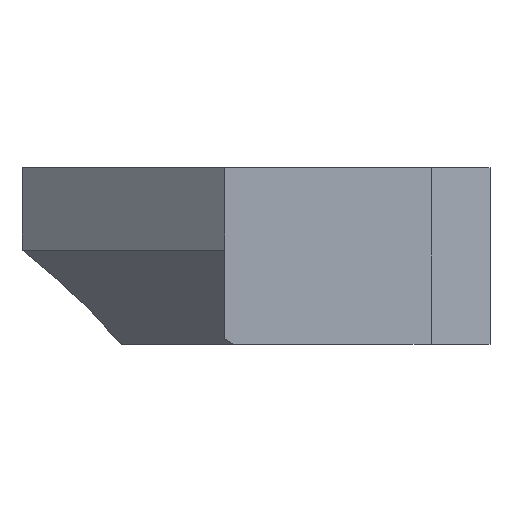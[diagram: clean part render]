
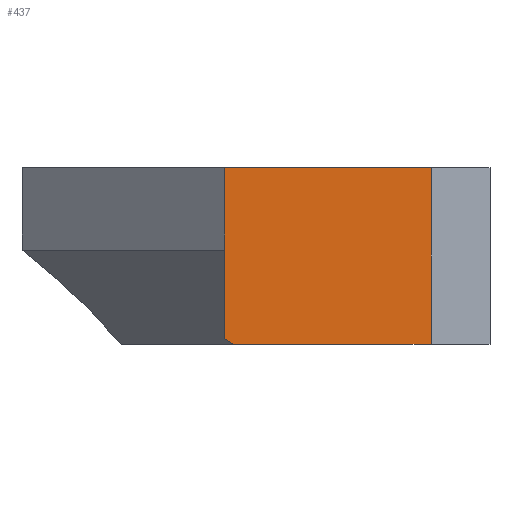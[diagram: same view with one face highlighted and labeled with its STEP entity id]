
A CAD part, left-side view. The second image highlights one B-rep face of the part: STEP entity #437.
In plain terms, the highlighted planar face has unit normal (-1, 0, 0).
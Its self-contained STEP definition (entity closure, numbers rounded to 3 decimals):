
#50=FACE_OUTER_BOUND('',#76,.T.);
#76=EDGE_LOOP('',(#389,#390,#391,#392,#393));
#85=LINE('',#625,#133);
#91=LINE('',#639,#139);
#117=LINE('',#707,#165);
#120=LINE('',#712,#168);
#129=LINE('',#735,#177);
#133=VECTOR('',#505,10.);
#139=VECTOR('',#515,10.);
#165=VECTOR('',#573,10.);
#168=VECTOR('',#578,10.);
#177=VECTOR('',#611,10.);
#178=VERTEX_POINT('',#616);
#182=VERTEX_POINT('',#623);
#188=VERTEX_POINT('',#637);
#214=VERTEX_POINT('',#705);
#215=VERTEX_POINT('',#710);
#222=EDGE_CURVE('',#182,#178,#85,.T.);
#229=EDGE_CURVE('',#182,#188,#91,.T.);
#263=EDGE_CURVE('',#214,#188,#117,.T.);
#266=EDGE_CURVE('',#214,#215,#120,.T.);
#277=EDGE_CURVE('',#178,#215,#129,.T.);
#389=ORIENTED_EDGE('',*,*,#222,.F.);
#390=ORIENTED_EDGE('',*,*,#229,.T.);
#391=ORIENTED_EDGE('',*,*,#263,.F.);
#392=ORIENTED_EDGE('',*,*,#266,.T.);
#393=ORIENTED_EDGE('',*,*,#277,.F.);
#415=PLANE('',#494);
#437=ADVANCED_FACE('',(#50),#415,.T.);
#494=AXIS2_PLACEMENT_3D('',#734,#609,#610);
#505=DIRECTION('',(0.,0.834,0.552));
#515=DIRECTION('',(0.,-1.,0.));
#573=DIRECTION('',(0.,0.,-1.));
#578=DIRECTION('',(0.,1.,0.));
#609=DIRECTION('center_axis',(-1.,0.,0.));
#610=DIRECTION('ref_axis',(0.,-1.,0.));
#611=DIRECTION('',(0.,0.,1.));
#616=CARTESIAN_POINT('',(-25.,0.,0.51));
#623=CARTESIAN_POINT('',(-25.,-0.77,0.));
#625=CARTESIAN_POINT('',(-25.,6.135,4.576));
#637=CARTESIAN_POINT('',(-25.,-17.5,0.));
#639=CARTESIAN_POINT('',(-25.,0.,0.));
#705=CARTESIAN_POINT('',(-25.,-17.5,15.));
#707=CARTESIAN_POINT('',(-25.,-17.5,0.));
#710=CARTESIAN_POINT('',(-25.,0.,15.));
#712=CARTESIAN_POINT('',(-25.,-11.25,15.));
#734=CARTESIAN_POINT('Origin',(-25.,0.,0.));
#735=CARTESIAN_POINT('',(-25.,0.,0.));
